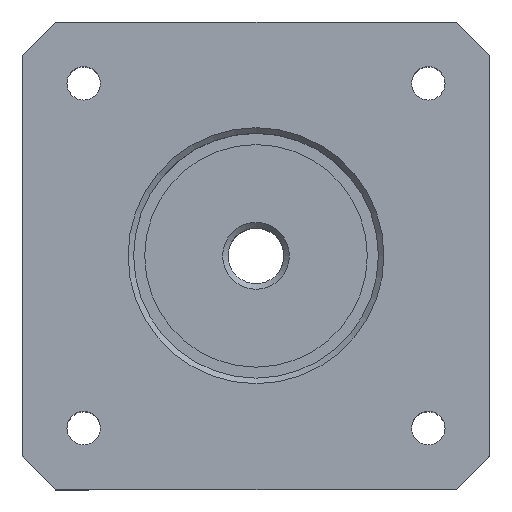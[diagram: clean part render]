
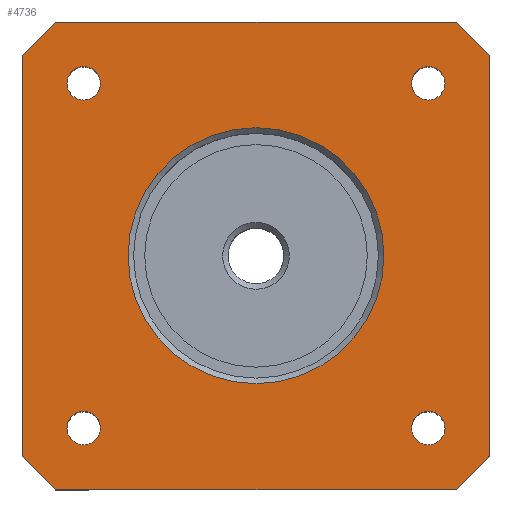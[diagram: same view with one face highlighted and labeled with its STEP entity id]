
A CAD part, top view. The second image highlights one B-rep face of the part: STEP entity #4736.
In plain terms, the highlighted planar face has unit normal (0, 0, 1).
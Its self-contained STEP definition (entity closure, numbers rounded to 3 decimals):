
#409=FACE_BOUND('',#930,.T.);
#410=FACE_BOUND('',#931,.T.);
#411=FACE_BOUND('',#932,.T.);
#412=FACE_BOUND('',#933,.T.);
#413=FACE_BOUND('',#934,.T.);
#493=PLANE('',#5239);
#629=FACE_OUTER_BOUND('',#929,.T.);
#929=EDGE_LOOP('',(#3569,#3570,#3571,#3572,#3573,#3574,#3575,#3576));
#930=EDGE_LOOP('',(#3577));
#931=EDGE_LOOP('',(#3578));
#932=EDGE_LOOP('',(#3579));
#933=EDGE_LOOP('',(#3580));
#934=EDGE_LOOP('',(#3581));
#1233=LINE('',#7210,#1489);
#1237=LINE('',#7218,#1493);
#1238=LINE('',#7220,#1494);
#1239=LINE('',#7222,#1495);
#1240=LINE('',#7224,#1496);
#1241=LINE('',#7226,#1497);
#1242=LINE('',#7228,#1498);
#1243=LINE('',#7229,#1499);
#1489=VECTOR('',#6102,10.);
#1493=VECTOR('',#6108,10.);
#1494=VECTOR('',#6109,10.);
#1495=VECTOR('',#6110,10.);
#1496=VECTOR('',#6111,10.);
#1497=VECTOR('',#6112,10.);
#1498=VECTOR('',#6113,10.);
#1499=VECTOR('',#6114,10.);
#1769=CIRCLE('',#5240,1.5);
#1770=CIRCLE('',#5241,1.5);
#1771=CIRCLE('',#5242,1.5);
#1772=CIRCLE('',#5243,1.5);
#1773=CIRCLE('',#5244,11.5);
#2011=VERTEX_POINT('',#7208);
#2012=VERTEX_POINT('',#7209);
#2015=VERTEX_POINT('',#7217);
#2016=VERTEX_POINT('',#7219);
#2017=VERTEX_POINT('',#7221);
#2018=VERTEX_POINT('',#7223);
#2019=VERTEX_POINT('',#7225);
#2020=VERTEX_POINT('',#7227);
#2021=VERTEX_POINT('',#7230);
#2022=VERTEX_POINT('',#7232);
#2023=VERTEX_POINT('',#7234);
#2024=VERTEX_POINT('',#7236);
#2025=VERTEX_POINT('',#7238);
#2577=EDGE_CURVE('',#2011,#2012,#1233,.T.);
#2581=EDGE_CURVE('',#2011,#2015,#1237,.T.);
#2582=EDGE_CURVE('',#2016,#2015,#1238,.T.);
#2583=EDGE_CURVE('',#2016,#2017,#1239,.T.);
#2584=EDGE_CURVE('',#2018,#2017,#1240,.T.);
#2585=EDGE_CURVE('',#2018,#2019,#1241,.T.);
#2586=EDGE_CURVE('',#2020,#2019,#1242,.T.);
#2587=EDGE_CURVE('',#2020,#2012,#1243,.T.);
#2588=EDGE_CURVE('',#2021,#2021,#1769,.T.);
#2589=EDGE_CURVE('',#2022,#2022,#1770,.T.);
#2590=EDGE_CURVE('',#2023,#2023,#1771,.T.);
#2591=EDGE_CURVE('',#2024,#2024,#1772,.T.);
#2592=EDGE_CURVE('',#2025,#2025,#1773,.T.);
#3569=ORIENTED_EDGE('',*,*,#2577,.F.);
#3570=ORIENTED_EDGE('',*,*,#2581,.T.);
#3571=ORIENTED_EDGE('',*,*,#2582,.F.);
#3572=ORIENTED_EDGE('',*,*,#2583,.T.);
#3573=ORIENTED_EDGE('',*,*,#2584,.F.);
#3574=ORIENTED_EDGE('',*,*,#2585,.T.);
#3575=ORIENTED_EDGE('',*,*,#2586,.F.);
#3576=ORIENTED_EDGE('',*,*,#2587,.T.);
#3577=ORIENTED_EDGE('',*,*,#2588,.T.);
#3578=ORIENTED_EDGE('',*,*,#2589,.T.);
#3579=ORIENTED_EDGE('',*,*,#2590,.T.);
#3580=ORIENTED_EDGE('',*,*,#2591,.T.);
#3581=ORIENTED_EDGE('',*,*,#2592,.F.);
#4736=ADVANCED_FACE('',(#629,#409,#410,#411,#412,#413),#493,.T.);
#5239=AXIS2_PLACEMENT_3D('',#7216,#6106,#6107);
#5240=AXIS2_PLACEMENT_3D('',#7231,#6115,#6116);
#5241=AXIS2_PLACEMENT_3D('',#7233,#6117,#6118);
#5242=AXIS2_PLACEMENT_3D('',#7235,#6119,#6120);
#5243=AXIS2_PLACEMENT_3D('',#7237,#6121,#6122);
#5244=AXIS2_PLACEMENT_3D('',#7239,#6123,#6124);
#6102=DIRECTION('',(-0.707,-0.707,0.));
#6106=DIRECTION('center_axis',(0.,0.,1.));
#6107=DIRECTION('ref_axis',(1.,0.,0.));
#6108=DIRECTION('',(0.,1.,0.));
#6109=DIRECTION('',(0.707,-0.707,0.));
#6110=DIRECTION('',(-1.,0.,0.));
#6111=DIRECTION('',(0.707,0.707,0.));
#6112=DIRECTION('',(0.,-1.,0.));
#6113=DIRECTION('',(-0.707,0.707,0.));
#6114=DIRECTION('',(1.,0.,0.));
#6115=DIRECTION('center_axis',(0.,0.,-1.));
#6116=DIRECTION('ref_axis',(-1.,0.,0.));
#6117=DIRECTION('center_axis',(0.,0.,-1.));
#6118=DIRECTION('ref_axis',(-1.,0.,0.));
#6119=DIRECTION('center_axis',(0.,0.,-1.));
#6120=DIRECTION('ref_axis',(-1.,0.,0.));
#6121=DIRECTION('center_axis',(0.,0.,-1.));
#6122=DIRECTION('ref_axis',(-1.,0.,0.));
#6123=DIRECTION('center_axis',(0.,0.,1.));
#6124=DIRECTION('ref_axis',(-1.,0.,0.));
#7208=CARTESIAN_POINT('',(21.,-18.,32.55));
#7209=CARTESIAN_POINT('',(18.,-21.,32.55));
#7210=CARTESIAN_POINT('',(19.5,-19.5,32.55));
#7216=CARTESIAN_POINT('Origin',(0.,0.,32.55));
#7217=CARTESIAN_POINT('',(21.,18.,32.55));
#7218=CARTESIAN_POINT('',(21.,-21.,32.55));
#7219=CARTESIAN_POINT('',(18.,21.,32.55));
#7220=CARTESIAN_POINT('',(19.5,19.5,32.55));
#7221=CARTESIAN_POINT('',(-18.,21.,32.55));
#7222=CARTESIAN_POINT('',(21.,21.,32.55));
#7223=CARTESIAN_POINT('',(-21.,18.,32.55));
#7224=CARTESIAN_POINT('',(-19.5,19.5,32.55));
#7225=CARTESIAN_POINT('',(-21.,-18.,32.55));
#7226=CARTESIAN_POINT('',(-21.,21.,32.55));
#7227=CARTESIAN_POINT('',(-18.,-21.,32.55));
#7228=CARTESIAN_POINT('',(-19.5,-19.5,32.55));
#7229=CARTESIAN_POINT('',(-21.,-21.,32.55));
#7230=CARTESIAN_POINT('',(-13.986,15.486,32.55));
#7231=CARTESIAN_POINT('Origin',(-15.486,15.486,32.55));
#7232=CARTESIAN_POINT('',(16.986,-15.486,32.55));
#7233=CARTESIAN_POINT('Origin',(15.486,-15.486,32.55));
#7234=CARTESIAN_POINT('',(-13.986,-15.486,32.55));
#7235=CARTESIAN_POINT('Origin',(-15.486,-15.486,32.55));
#7236=CARTESIAN_POINT('',(16.986,15.486,32.55));
#7237=CARTESIAN_POINT('Origin',(15.486,15.486,32.55));
#7238=CARTESIAN_POINT('',(11.5,0.,32.55));
#7239=CARTESIAN_POINT('Origin',(0.,0.,32.55));
